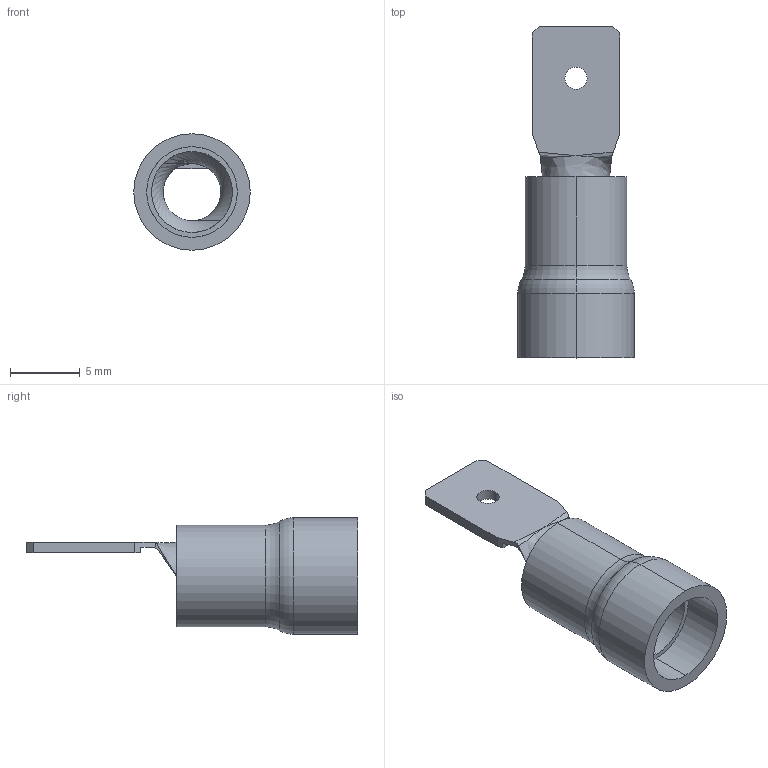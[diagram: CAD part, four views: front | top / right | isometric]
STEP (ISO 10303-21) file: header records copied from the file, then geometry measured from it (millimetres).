
FILE_DESCRIPTION (( 'STEP AP214' ), '1' );
FILE_NAME ('V70FS004011.step', '2017-09-28T13:24:12', ( '' ), ( '' ), 'SwSTEP 2.0', 'SolidWorks 2017', '' );
FILE_SCHEMA (( 'AUTOMOTIVE_DESIGN' ));
Length unit declared in the file: millimetre
Products named in the file (1): V70FS004011
Bounding box: 8.35 x 23.8 x 8.35 mm (x, y, z)
Volume: 395.7 mm3; surface area: 1067.3 mm2
Topology: 2 solids, 2 shells, 66 faces, 175 edges, 108 vertices
Faces by surface type: plane 22, cylinder 20, bspline 12, cone 8, torus 4
Entity records: 3076 total; most frequent: CARTESIAN_POINT 1329, ORIENTED_EDGE 342, DIRECTION 268, EDGE_CURVE 171, VERTEX_POINT 108, AXIS2_PLACEMENT_3D 95, LINE 78, VECTOR 78
